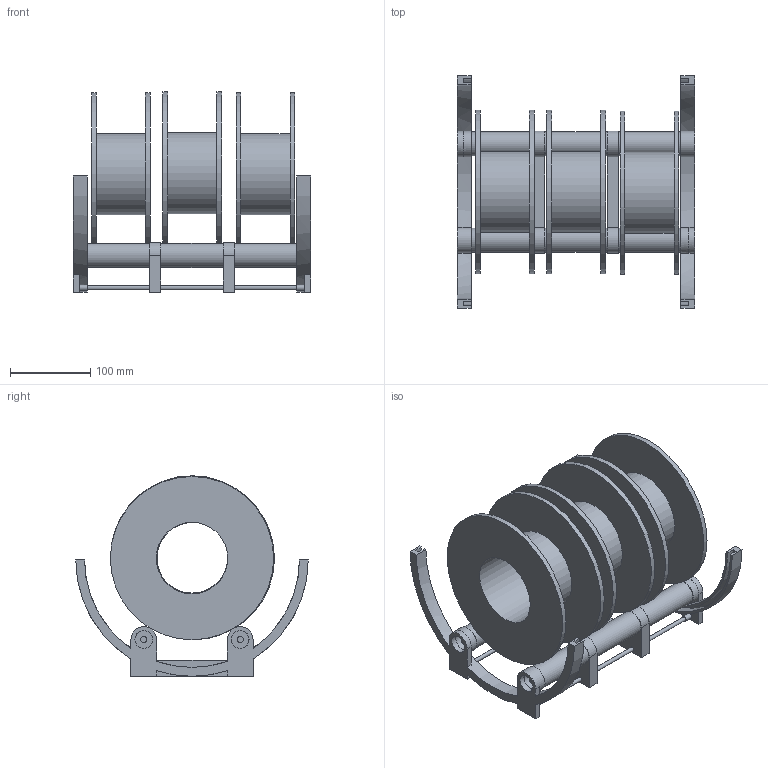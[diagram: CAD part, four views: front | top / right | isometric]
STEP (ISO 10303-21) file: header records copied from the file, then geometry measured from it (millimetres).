
FILE_DESCRIPTION(('FreeCAD Model'),'2;1');
FILE_NAME('Open CASCADE Shape Model','2024-09-06T13:47:42',(''),(''), 'Open CASCADE STEP processor 7.7','FreeCAD','Unknown');
FILE_SCHEMA(('AUTOMOTIVE_DESIGN { 1 0 10303 214 1 1 1 1 }'));
Length unit declared in the file: millimetre
Products named in the file (6): Assembly; spool holder; spoon holder joins; side bearing cilinders; spoon holder middle section; spool filament
Assembly tree (15 placements, depth 2):
  Assembly
    spool holder  x2
    spoon holder joins  x2
    side bearing cilinders  x6
    spoon holder middle section  x2
    spool filament  x3
Bounding box: 295 x 289.4 x 249.57 mm (x, y, z)
Volume: 1916157 mm3; surface area: 635085.9 mm2
Topology: 15 solids, 15 shells, 186 faces, 374 edges, 248 vertices
Faces by surface type: plane 112, cylinder 74
Full cylindrical faces by diameter (mm): 4.85 x2, 5 x4, 5.15 x4, 7 x4, 7.85 x12, 21.802 x2, 22 x4, 22.131 x2, 22.15 x4, 30 x6, 32 x4, 88.9 x3, 100.9 x3, 203.2 x6
Entity records: 2321 total; most frequent: DIRECTION 413, CARTESIAN_POINT 363, ORIENTED_EDGE 326, EDGE_CURVE 163, AXIS2_PLACEMENT_3D 160, VERTEX_POINT 108, FACE_BOUND 99, EDGE_LOOP 99
